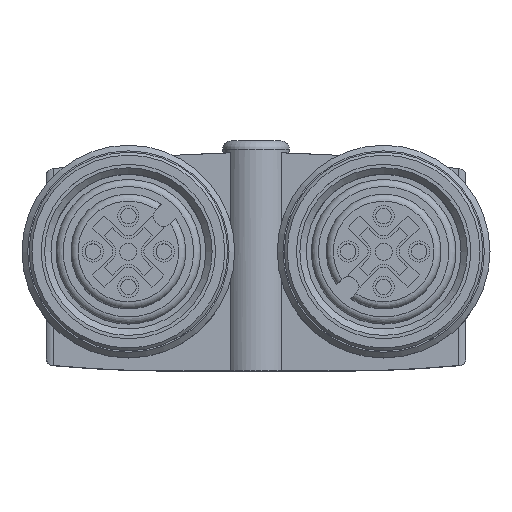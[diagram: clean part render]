
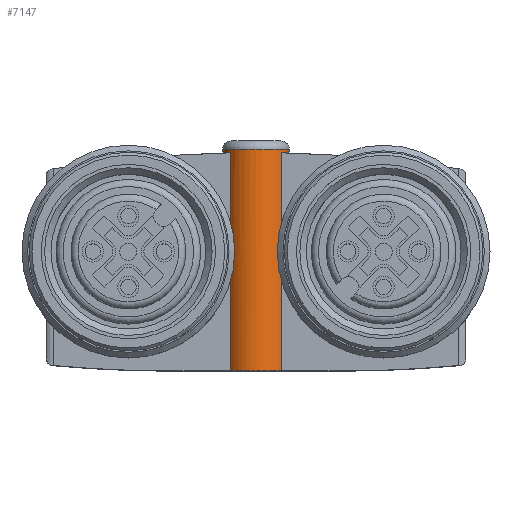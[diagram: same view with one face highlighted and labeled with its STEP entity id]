
A CAD part, top view. The second image highlights one B-rep face of the part: STEP entity #7147.
In plain terms, the highlighted cylindrical face has radius 2.35 mm (diameter 4.7 mm), a full revolution.
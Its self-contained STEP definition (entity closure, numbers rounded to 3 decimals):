
#244=B_SPLINE_CURVE_WITH_KNOTS('',3,(#10154,#10155,#10156,#10157,#10158,
#10159,#10160,#10161,#10162,#10163,#10164),.UNSPECIFIED.,.F.,.F.,(4,1,1,
1,1,1,1,1,4),(0.,0.001,0.003,0.004,
0.005,0.007,0.008,0.009,
0.011),.UNSPECIFIED.);
#308=LINE('',#10096,#688);
#323=LINE('',#10178,#703);
#688=VECTOR('',#8253,1000.);
#703=VECTOR('',#8300,1000.);
#1186=ORIENTED_EDGE('',*,*,#2617,.F.);
#1187=ORIENTED_EDGE('',*,*,#2639,.T.);
#1188=ORIENTED_EDGE('',*,*,#2633,.T.);
#1189=ORIENTED_EDGE('',*,*,#2608,.T.);
#1190=ORIENTED_EDGE('',*,*,#2662,.T.);
#2608=EDGE_CURVE('',#3354,#3353,#308,.T.);
#2617=EDGE_CURVE('',#3362,#3353,#3856,.T.);
#2633=EDGE_CURVE('',#3374,#3354,#244,.T.);
#2639=EDGE_CURVE('',#3362,#3374,#323,.F.);
#2662=EDGE_CURVE('',#3390,#3390,#3863,.T.);
#3353=VERTEX_POINT('',#10095);
#3354=VERTEX_POINT('',#10097);
#3362=VERTEX_POINT('',#10115);
#3374=VERTEX_POINT('',#10165);
#3390=VERTEX_POINT('',#10259);
#3856=CIRCLE('',#7522,2.35);
#3863=CIRCLE('',#7541,2.35);
#4190=EDGE_LOOP('',(#1186,#1187,#1188,#1189));
#4191=EDGE_LOOP('',(#1190));
#4671=FACE_BOUND('',#4190,.T.);
#4672=FACE_BOUND('',#4191,.T.);
#5137=CYLINDRICAL_SURFACE('',#7540,2.35);
#7147=ADVANCED_FACE('',(#4671,#4672),#5137,.T.);
#7522=AXIS2_PLACEMENT_3D('',#10116,#8270,#8271);
#7540=AXIS2_PLACEMENT_3D('',#10257,#8327,#8328);
#7541=AXIS2_PLACEMENT_3D('',#10258,#8329,#8330);
#8253=DIRECTION('',(0.,-1.,0.));
#8270=DIRECTION('',(0.,-1.,0.));
#8271=DIRECTION('',(0.,0.,-1.));
#8300=DIRECTION('',(0.,-1.,0.));
#8327=DIRECTION('',(0.,-1.,0.));
#8328=DIRECTION('',(0.,0.,-1.));
#8329=DIRECTION('',(0.,-1.,0.));
#8330=DIRECTION('',(0.,0.,-1.));
#10095=CARTESIAN_POINT('',(1.809,-8.4,0.));
#10096=CARTESIAN_POINT('',(1.809,-8.4,0.));
#10097=CARTESIAN_POINT('',(1.809,6.982,0.));
#10115=CARTESIAN_POINT('',(-1.809,-8.4,0.));
#10116=CARTESIAN_POINT('',(0.,-8.4,1.5));
#10154=CARTESIAN_POINT('',(-1.809,6.982,0.));
#10155=CARTESIAN_POINT('',(-2.095,6.976,0.344));
#10156=CARTESIAN_POINT('',(-2.457,6.966,1.184));
#10157=CARTESIAN_POINT('',(-2.244,6.973,2.555));
#10158=CARTESIAN_POINT('',(-1.329,6.993,3.592));
#10159=CARTESIAN_POINT('',(-0.003,7.004,3.979));
#10160=CARTESIAN_POINT('',(1.328,6.993,3.593));
#10161=CARTESIAN_POINT('',(2.243,6.973,2.555));
#10162=CARTESIAN_POINT('',(2.459,6.966,1.19));
#10163=CARTESIAN_POINT('',(2.095,6.976,0.344));
#10164=CARTESIAN_POINT('',(1.809,6.982,0.));
#10165=CARTESIAN_POINT('',(-1.809,6.982,0.));
#10178=CARTESIAN_POINT('',(-1.809,-8.4,0.));
#10257=CARTESIAN_POINT('',(0.,-8.4,1.5));
#10258=CARTESIAN_POINT('',(0.,7.23,1.5));
#10259=CARTESIAN_POINT('',(0.,7.23,-0.85));
